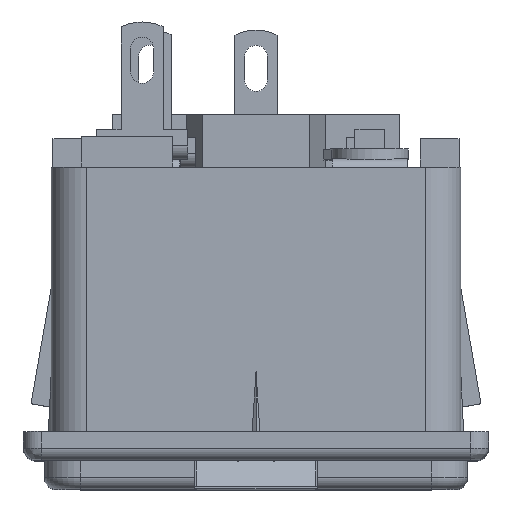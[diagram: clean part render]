
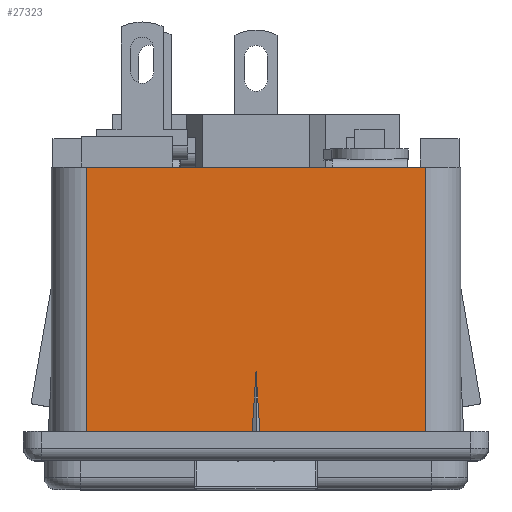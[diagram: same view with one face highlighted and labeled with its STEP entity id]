
A CAD part, top view. The second image highlights one B-rep face of the part: STEP entity #27323.
In plain terms, the highlighted planar face has unit normal (0, 0, 1).
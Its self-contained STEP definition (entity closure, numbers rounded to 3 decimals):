
#126 = ORIENTED_EDGE ( 'NONE', *, *, #8001, .F. ) ;
#393 = CARTESIAN_POINT ( 'NONE',  ( -0.255, 3.81, 15.43 ) ) ;
#615 = VECTOR ( 'NONE', #18062, 1000. ) ;
#2182 = VECTOR ( 'NONE', #27807, 1000. ) ;
#2919 = CARTESIAN_POINT ( 'NONE',  ( 0., 7.77, 15.43 ) ) ;
#3111 = CARTESIAN_POINT ( 'NONE',  ( -0.231, 4.269, 15.43 ) ) ;
#4196 = AXIS2_PLACEMENT_3D ( 'NONE', #36338, #22982, #16968 ) ;
#4351 = VERTEX_POINT ( 'NONE', #33183 ) ;
#5265 = ORIENTED_EDGE ( 'NONE', *, *, #5776, .F. ) ;
#5536 = EDGE_CURVE ( 'NONE', #30583, #34771, #16217, .T. ) ;
#5562 = ORIENTED_EDGE ( 'NONE', *, *, #35370, .T. ) ;
#5771 = CARTESIAN_POINT ( 'NONE',  ( -0.255, 3.81, 15.43 ) ) ;
#5776 = EDGE_CURVE ( 'NONE', #36872, #4351, #6265, .T. ) ;
#6069 = CARTESIAN_POINT ( 'NONE',  ( 11.165, 21.28, 15.43 ) ) ;
#6265 = LINE ( 'NONE', #6069, #615 ) ;
#6559 = ORIENTED_EDGE ( 'NONE', *, *, #23346, .F. ) ;
#8001 = EDGE_CURVE ( 'NONE', #4351, #30583, #33737, .T. ) ;
#9281 = VECTOR ( 'NONE', #24238, 1000. ) ;
#9717 = CARTESIAN_POINT ( 'NONE',  ( -0.255, 3.81, 15.43 ) ) ;
#10244 = VERTEX_POINT ( 'NONE', #5771 ) ;
#10548 = CARTESIAN_POINT ( 'NONE',  ( 0., 7.77, 15.43 ) ) ;
#11709 = CARTESIAN_POINT ( 'NONE',  ( 0.255, 3.81, 15.43 ) ) ;
#13263 = CARTESIAN_POINT ( 'NONE',  ( 0.231, 4.269, 15.43 ) ) ;
#14326 = CARTESIAN_POINT ( 'NONE',  ( -11.165, 21.28, 15.43 ) ) ;
#14540 = CARTESIAN_POINT ( 'NONE',  ( -0.034, 7.349, 15.43 ) ) ;
#15972 = CARTESIAN_POINT ( 'NONE',  ( 0.181, 5.175, 15.43 ) ) ;
#16006 = CARTESIAN_POINT ( 'NONE',  ( -11.165, 21.28, 15.43 ) ) ;
#16217 = B_SPLINE_CURVE_WITH_KNOTS ( 'NONE', 3,
 ( #30658, #13263, #15972, #25059, #16351, #10548 ),
 .UNSPECIFIED., .F., .F.,
 ( 4, 1, 1, 4 ),
 ( 0., 0.333, 0.667, 1. ),
 .UNSPECIFIED. ) ;
#16351 = CARTESIAN_POINT ( 'NONE',  ( 0.034, 7.349, 15.43 ) ) ;
#16763 = VERTEX_POINT ( 'NONE', #14326 ) ;
#16968 = DIRECTION ( 'NONE',  ( 1., 0., 0. ) ) ;
#17076 = VERTEX_POINT ( 'NONE', #17546 ) ;
#17546 = CARTESIAN_POINT ( 'NONE',  ( -11.165, 3.81, 15.43 ) ) ;
#18062 = DIRECTION ( 'NONE',  ( 0., -1., 0. ) ) ;
#18835 = EDGE_LOOP ( 'NONE', ( #31992, #126, #5265, #6559, #5562, #32058, #35092 ) ) ;
#18986 = LINE ( 'NONE', #19746, #37989 ) ;
#19746 = CARTESIAN_POINT ( 'NONE',  ( -11.165, 21.28, 15.43 ) ) ;
#22582 = B_SPLINE_CURVE_WITH_KNOTS ( 'NONE', 3,
 ( #2919, #14540, #26339, #32508, #3111, #393 ),
 .UNSPECIFIED., .F., .F.,
 ( 4, 1, 1, 4 ),
 ( 0., 0.333, 0.667, 1. ),
 .UNSPECIFIED. ) ;
#22982 = DIRECTION ( 'NONE',  ( 0., 0., 1. ) ) ;
#23346 = EDGE_CURVE ( 'NONE', #16763, #36872, #32889, .T. ) ;
#24238 = DIRECTION ( 'NONE',  ( -1., 0., 0. ) ) ;
#24360 = EDGE_CURVE ( 'NONE', #34771, #10244, #22582, .T. ) ;
#24361 = FACE_OUTER_BOUND ( 'NONE', #18835, .T. ) ;
#24552 = PLANE ( 'NONE',  #4196 ) ;
#24857 = DIRECTION ( 'NONE',  ( -1., 0., 0. ) ) ;
#25059 = CARTESIAN_POINT ( 'NONE',  ( 0.097, 6.495, 15.43 ) ) ;
#26339 = CARTESIAN_POINT ( 'NONE',  ( -0.097, 6.495, 15.43 ) ) ;
#27323 = ADVANCED_FACE ( 'NONE', ( #24361 ), #24552, .T. ) ;
#27807 = DIRECTION ( 'NONE',  ( 1., 0., 0. ) ) ;
#29548 = EDGE_CURVE ( 'NONE', #10244, #17076, #36206, .T. ) ;
#30583 = VERTEX_POINT ( 'NONE', #11709 ) ;
#30658 = CARTESIAN_POINT ( 'NONE',  ( 0.255, 3.81, 15.43 ) ) ;
#31992 = ORIENTED_EDGE ( 'NONE', *, *, #5536, .F. ) ;
#32058 = ORIENTED_EDGE ( 'NONE', *, *, #29548, .F. ) ;
#32508 = CARTESIAN_POINT ( 'NONE',  ( -0.181, 5.175, 15.43 ) ) ;
#32889 = LINE ( 'NONE', #16006, #2182 ) ;
#33183 = CARTESIAN_POINT ( 'NONE',  ( 11.165, 3.81, 15.43 ) ) ;
#33449 = CARTESIAN_POINT ( 'NONE',  ( 11.165, 21.28, 15.43 ) ) ;
#33737 = LINE ( 'NONE', #35881, #35928 ) ;
#34771 = VERTEX_POINT ( 'NONE', #37998 ) ;
#35092 = ORIENTED_EDGE ( 'NONE', *, *, #24360, .F. ) ;
#35370 = EDGE_CURVE ( 'NONE', #16763, #17076, #18986, .T. ) ;
#35881 = CARTESIAN_POINT ( 'NONE',  ( 11.165, 3.81, 15.43 ) ) ;
#35928 = VECTOR ( 'NONE', #24857, 1000. ) ;
#36206 = LINE ( 'NONE', #9717, #9281 ) ;
#36338 = CARTESIAN_POINT ( 'NONE',  ( 13.525, 16.99, 15.43 ) ) ;
#36872 = VERTEX_POINT ( 'NONE', #33449 ) ;
#37333 = DIRECTION ( 'NONE',  ( 0., -1., 0. ) ) ;
#37989 = VECTOR ( 'NONE', #37333, 1000. ) ;
#37998 = CARTESIAN_POINT ( 'NONE',  ( 0., 7.77, 15.43 ) ) ;
